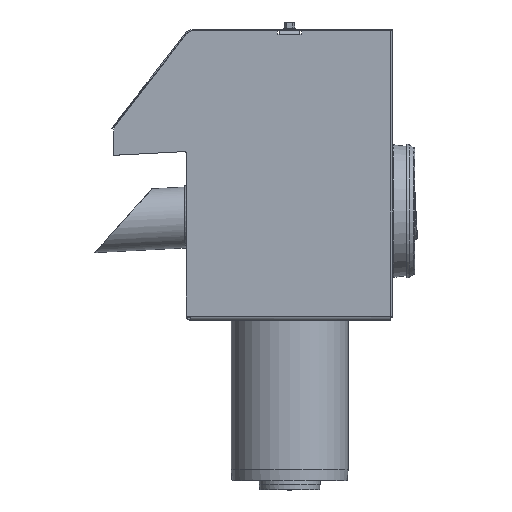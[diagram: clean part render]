
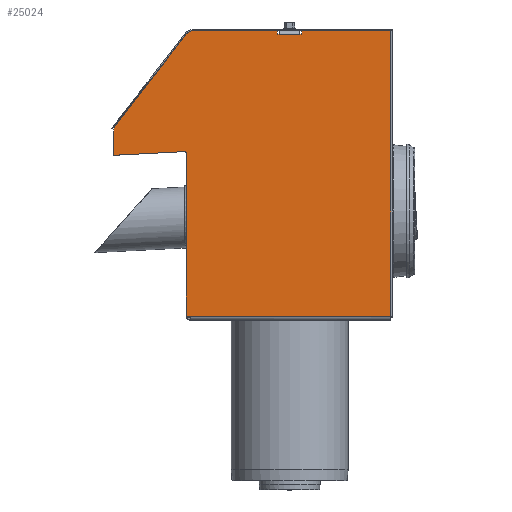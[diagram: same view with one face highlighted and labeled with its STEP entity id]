
A CAD part, left-side view. The second image highlights one B-rep face of the part: STEP entity #25024.
In plain terms, the highlighted planar face has unit normal (-1, 0, 0).
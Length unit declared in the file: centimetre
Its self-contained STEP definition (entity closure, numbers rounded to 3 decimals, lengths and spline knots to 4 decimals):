
#2234=PLANE('',#35216);
#3781=FACE_OUTER_BOUND('',#6053,.T.);
#6053=EDGE_LOOP('',(#22733,#22734,#22735,#22736,#22737,#22738,#22739,#22740,
#22741,#22742,#22743,#22744,#22745,#22746,#22747,#22748,#22749));
#6527=CIRCLE('',#35150,7.);
#6528=CIRCLE('',#35153,10.);
#6529=CIRCLE('',#35157,1.5);
#9350=VERTEX_POINT('',#52549);
#9351=VERTEX_POINT('',#52551);
#9368=VERTEX_POINT('',#52616);
#9373=VERTEX_POINT('',#52630);
#9403=VERTEX_POINT('',#52700);
#9404=VERTEX_POINT('',#52704);
#9407=VERTEX_POINT('',#52716);
#9450=VERTEX_POINT('',#52840);
#9451=VERTEX_POINT('',#52844);
#9452=VERTEX_POINT('',#52848);
#9453=VERTEX_POINT('',#52852);
#9454=VERTEX_POINT('',#52856);
#9455=VERTEX_POINT('',#52860);
#9456=VERTEX_POINT('',#52864);
#9478=VERTEX_POINT('',#52946);
#9488=VERTEX_POINT('',#52998);
#9489=VERTEX_POINT('',#52999);
#13705=EDGE_CURVE('',#9351,#9350,#28989,.T.);
#13737=EDGE_CURVE('',#9368,#9351,#29010,.T.);
#13745=EDGE_CURVE('',#9350,#9373,#29018,.T.);
#13779=EDGE_CURVE('',#9403,#9368,#29046,.T.);
#13782=EDGE_CURVE('',#9373,#9404,#29049,.T.);
#13787=EDGE_CURVE('',#9407,#9403,#29054,.T.);
#13849=EDGE_CURVE('',#9404,#9450,#29094,.T.);
#13850=EDGE_CURVE('',#9450,#9451,#6527,.T.);
#13852=EDGE_CURVE('',#9451,#9452,#29096,.T.);
#13854=EDGE_CURVE('',#9452,#9453,#6528,.T.);
#13856=EDGE_CURVE('',#9453,#9454,#29099,.T.);
#13858=EDGE_CURVE('',#9454,#9455,#29101,.T.);
#13860=EDGE_CURVE('',#9455,#9456,#6529,.T.);
#13902=EDGE_CURVE('',#9478,#9456,#29135,.T.);
#13928=EDGE_CURVE('',#9488,#9489,#29154,.T.);
#13932=EDGE_CURVE('',#9407,#9489,#29156,.T.);
#13937=EDGE_CURVE('',#9488,#9478,#29159,.T.);
#22733=ORIENTED_EDGE('',*,*,#13782,.T.);
#22734=ORIENTED_EDGE('',*,*,#13849,.T.);
#22735=ORIENTED_EDGE('',*,*,#13850,.T.);
#22736=ORIENTED_EDGE('',*,*,#13852,.T.);
#22737=ORIENTED_EDGE('',*,*,#13854,.T.);
#22738=ORIENTED_EDGE('',*,*,#13856,.T.);
#22739=ORIENTED_EDGE('',*,*,#13858,.T.);
#22740=ORIENTED_EDGE('',*,*,#13860,.T.);
#22741=ORIENTED_EDGE('',*,*,#13902,.F.);
#22742=ORIENTED_EDGE('',*,*,#13937,.F.);
#22743=ORIENTED_EDGE('',*,*,#13928,.T.);
#22744=ORIENTED_EDGE('',*,*,#13932,.F.);
#22745=ORIENTED_EDGE('',*,*,#13787,.T.);
#22746=ORIENTED_EDGE('',*,*,#13779,.T.);
#22747=ORIENTED_EDGE('',*,*,#13737,.T.);
#22748=ORIENTED_EDGE('',*,*,#13705,.T.);
#22749=ORIENTED_EDGE('',*,*,#13745,.T.);
#25024=ADVANCED_FACE('',(#3781),#2234,.F.);
#28989=LINE('',#52552,#33083);
#29010=LINE('',#52617,#33104);
#29018=LINE('',#52632,#33112);
#29046=LINE('',#52701,#33140);
#29049=LINE('',#52706,#33143);
#29054=LINE('',#52717,#33148);
#29094=LINE('',#52842,#33188);
#29096=LINE('',#52849,#33190);
#29099=LINE('',#52857,#33193);
#29101=LINE('',#52861,#33195);
#29135=LINE('',#52948,#33229);
#29154=LINE('',#53000,#33248);
#29156=LINE('',#53005,#33250);
#29159=LINE('',#53014,#33253);
#33083=VECTOR('',#42518,1.);
#33104=VECTOR('',#42593,1.);
#33112=VECTOR('',#42605,1.);
#33140=VECTOR('',#42655,1.);
#33143=VECTOR('',#42660,1.);
#33148=VECTOR('',#42671,10.);
#33188=VECTOR('',#42795,10.);
#33190=VECTOR('',#42803,10.);
#33193=VECTOR('',#42812,10.);
#33195=VECTOR('',#42816,10.);
#33229=VECTOR('',#42910,10.);
#33248=VECTOR('',#42973,10.);
#33250=VECTOR('',#42981,2.38);
#33253=VECTOR('',#42994,10.);
#35150=AXIS2_PLACEMENT_3D('',#52845,#42798,#42799);
#35153=AXIS2_PLACEMENT_3D('',#52853,#42807,#42808);
#35157=AXIS2_PLACEMENT_3D('',#52865,#42820,#42821);
#35216=AXIS2_PLACEMENT_3D('',#53015,#42995,#42996);
#42518=DIRECTION('',(0.,1.,0.));
#42593=DIRECTION('',(0.,1.,0.));
#42605=DIRECTION('',(0.,1.,0.));
#42655=DIRECTION('',(0.,0.,-1.));
#42660=DIRECTION('',(0.,0.,1.));
#42671=DIRECTION('',(0.,1.,0.));
#42795=DIRECTION('',(0.,1.,0.));
#42798=DIRECTION('center_axis',(-1.,0.,0.));
#42799=DIRECTION('ref_axis',(0.,0.,
1.));
#42803=DIRECTION('',(0.,0.614,-0.789));
#42807=DIRECTION('center_axis',(-1.,0.,0.));
#42808=DIRECTION('ref_axis',(0.,0.789,0.614));
#42812=DIRECTION('',(0.,0.,-1.));
#42816=DIRECTION('',(0.,-0.999,0.052));
#42820=DIRECTION('center_axis',(1.,0.,0.));
#42821=DIRECTION('ref_axis',(0.,1.,0.));
#42910=DIRECTION('',(0.,0.,1.));
#42973=DIRECTION('',(0.,-1.,0.));
#42981=DIRECTION('',(0.,0.,-1.));
#42994=DIRECTION('',(0.,1.,0.));
#42995=DIRECTION('center_axis',(1.,0.,0.));
#42996=DIRECTION('ref_axis',(0.,-1.,0.));
#52549=CARTESIAN_POINT('',(-135.,9.1074,397.));
#52551=CARTESIAN_POINT('',(-135.,-8.8926,397.));
#52552=CARTESIAN_POINT('',(-135.,-0.3001,397.));
#52616=CARTESIAN_POINT('',(-135.,-10.3926,397.));
#52617=CARTESIAN_POINT('',(-135.,-0.3001,397.));
#52630=CARTESIAN_POINT('',(-135.,10.6074,397.));
#52632=CARTESIAN_POINT('',(-135.,-0.3001,397.));
#52700=CARTESIAN_POINT('',(-135.,-10.3926,400.));
#52701=CARTESIAN_POINT('',(-135.,-10.3926,310.367));
#52704=CARTESIAN_POINT('',(-135.,10.6074,400.));
#52706=CARTESIAN_POINT('',(-135.,10.6074,310.5878));
#52716=CARTESIAN_POINT('',(-135.,-88.,400.));
#52717=CARTESIAN_POINT('',(-135.,-88.,400.));
#52840=CARTESIAN_POINT('',(-135.,84.35,400.));
#52842=CARTESIAN_POINT('',(-135.,-88.,400.));
#52844=CARTESIAN_POINT('',(-135.,89.8753,397.2977));
#52845=CARTESIAN_POINT('Origin',(-135.,84.35,393.));
#52848=CARTESIAN_POINT('',(-135.,151.0053,318.7077));
#52849=CARTESIAN_POINT('',(-135.,89.8753,397.2977));
#52852=CARTESIAN_POINT('',(-135.,153.112,312.5681));
#52853=CARTESIAN_POINT('Origin',(-135.,143.112,312.5681));
#52856=CARTESIAN_POINT('',(-135.,153.112,291.5849));
#52857=CARTESIAN_POINT('',(-135.,153.112,312.5681));
#52860=CARTESIAN_POINT('',(-135.,91.5785,294.8097));
#52861=CARTESIAN_POINT('',(-135.,153.112,291.5849));
#52864=CARTESIAN_POINT('',(-135.,90.,293.3118));
#52865=CARTESIAN_POINT('Origin',(-135.,91.5,293.3118));
#52946=CARTESIAN_POINT('',(-135.,90.,151.5));
#52948=CARTESIAN_POINT('',(-135.,90.,151.5));
#52998=CARTESIAN_POINT('',(-135.,86.5,151.5));
#52999=CARTESIAN_POINT('',(-135.,-88.,151.5));
#53000=CARTESIAN_POINT('',(-135.,-0.7288,151.5));
#53005=CARTESIAN_POINT('',(-135.,-88.,144.023));
#53014=CARTESIAN_POINT('',(-135.,86.5,151.5));
#53015=CARTESIAN_POINT('Origin',(-135.,-0.7076,222.3812));
